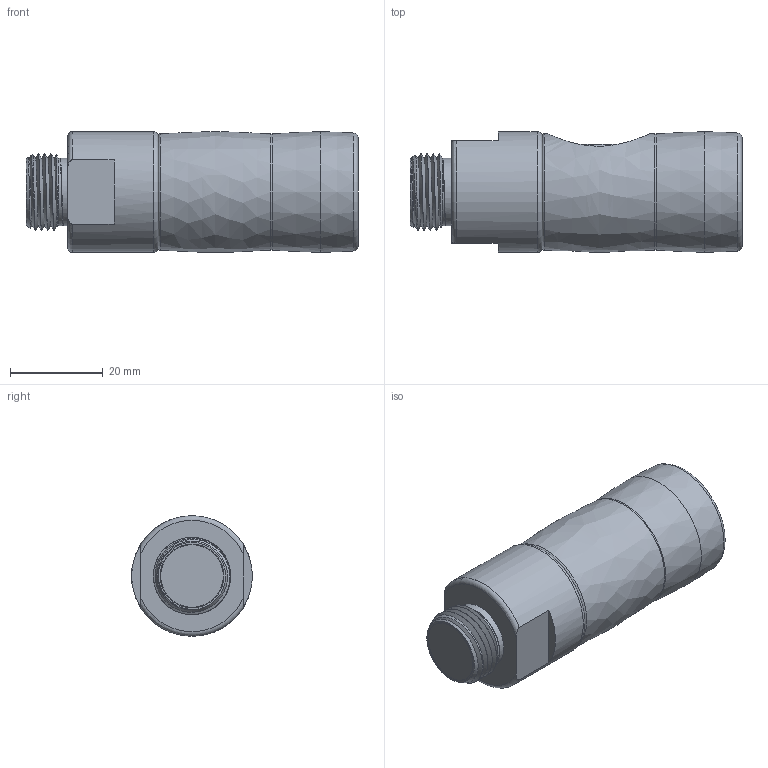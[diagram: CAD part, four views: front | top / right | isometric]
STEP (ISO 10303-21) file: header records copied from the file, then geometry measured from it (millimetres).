
FILE_DESCRIPTION(/* description */ (''),/* implementation_level */ '2;1');
FILE_NAME(/* name */ '24KPAW17APX.stp',/* time_stamp */ '2020-02-20T08:00:31+01:00',/* author */ ('IA176480'),/* organization */ (''),/* preprocessor_version */ 'ST-DEVELOPER v17',/* originating_system */ 'Autodesk Inventor 2019',/* authorisation */ '');
FILE_SCHEMA (('CONFIG_CONTROL_DESIGN'));
Length unit declared in the file: millimetre
Products named in the file (1): 24KPAW17APX
Bounding box: 71.6 x 26 x 26 mm (x, y, z)
Volume: 35457 mm3; surface area: 23539.4 mm2
Topology: 39 solids, 39 shells, 223 faces, 602 edges, 412 vertices
Faces by surface type: cylinder 71, plane 62, cone 30, sphere 29, torus 16, bspline 15
Full cylindrical faces by diameter (mm): 3.5 x1, 4 x11, 6.5 x1, 9.6 x1, 9.65 x1, 12 x1, 12.012 x1, 12.25 x1, 12.4 x3, 13.6 x1, 13.796 x1, 14.5 x1, 15 x1, 15.8 x2, 15.915 x1, 16.5 x1, 16.6 x1, 16.66 x2, 17.9 x1, 18.1 x4, 18.2 x2, 18.4 x1, 19 x1, 20.261 x1, 20.5 x1, 21 x10, 22 x5, 26 x1
Entity records: 15639 total; most frequent: CARTESIAN_POINT 10251, ORIENTED_EDGE 1092, DIRECTION 1089, EDGE_CURVE 546, AXIS2_PLACEMENT_3D 471, VERTEX_POINT 412, CIRCLE 258, EDGE_LOOP 252
